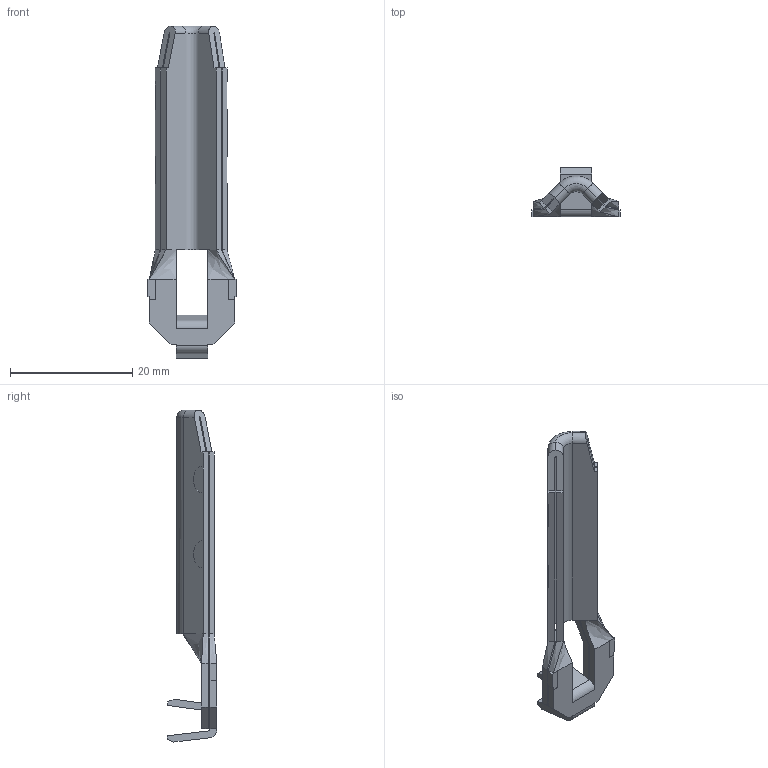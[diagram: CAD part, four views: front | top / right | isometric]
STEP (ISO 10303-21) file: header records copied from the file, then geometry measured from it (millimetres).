
FILE_DESCRIPTION (( 'STEP AP203' ), '1' );
FILE_NAME ('82001.STEP', '2015-02-24T14:34:31', ( '' ), ( '' ), 'SwSTEP 2.0', 'SolidWorks 2014', '' );
FILE_SCHEMA (( 'CONFIG_CONTROL_DESIGN' ));
Length unit declared in the file: inch
Products named in the file (1): 82001
Bounding box: 14.48 x 8.13 x 54.23 mm (x, y, z)
Volume: 1419.1 mm3; surface area: 2878.7 mm2
Topology: 1 solids, 1 shells, 130 faces, 358 edges, 222 vertices
Faces by surface type: plane 90, cylinder 22, bspline 14, torus 4
Entity records: 4447 total; most frequent: CARTESIAN_POINT 1127, ORIENTED_EDGE 716, DIRECTION 616, EDGE_CURVE 358, VECTOR 298, LINE 298, VERTEX_POINT 222, AXIS2_PLACEMENT_3D 159
